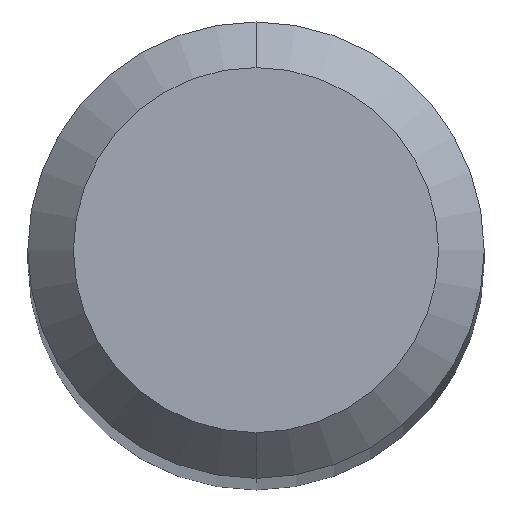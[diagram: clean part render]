
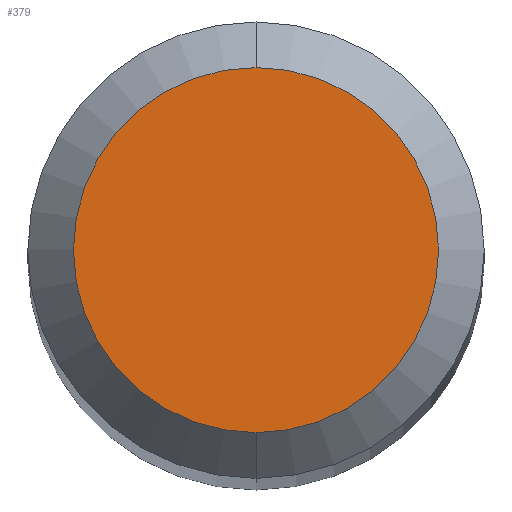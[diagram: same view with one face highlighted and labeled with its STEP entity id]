
A CAD part, top view. The second image highlights one B-rep face of the part: STEP entity #379.
In plain terms, the highlighted planar face has unit normal (0, 0, 1).
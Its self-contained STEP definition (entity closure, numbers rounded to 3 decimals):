
#229=VERTEX_POINT('',#525);
#283=EDGE_CURVE('',#229,#351,#584,.T.);
#351=VERTEX_POINT('',#660);
#379=ADVANCED_FACE('',(#690),#691,.T.);
#409=EDGE_CURVE('',#351,#229,#725,.T.);
#525=CARTESIAN_POINT('',(0.,-1.2,0.0));
#584=CIRCLE('',#1038,1.2);
#660=CARTESIAN_POINT('',(0.0,1.2,0.0));
#690=FACE_OUTER_BOUND('',#1265,.T.);
#691=PLANE('',#1266);
#725=CIRCLE('',#1334,1.2);
#1038=AXIS2_PLACEMENT_3D('',#1497,#1498,#1499);
#1265=EDGE_LOOP('',(#1620,#1621));
#1266=AXIS2_PLACEMENT_3D('',#1622,#1623,#1624);
#1334=AXIS2_PLACEMENT_3D('',#1666,#1667,#1668);
#1497=CARTESIAN_POINT('',(0.0,0.0,0.0));
#1498=DIRECTION('',(0.0,0.0,-1.0));
#1499=DIRECTION('',(0.0,1.0,0.0));
#1620=ORIENTED_EDGE('',*,*,#409,.F.);
#1621=ORIENTED_EDGE('',*,*,#283,.F.);
#1622=CARTESIAN_POINT('',(0.0,0.6,0.0));
#1623=DIRECTION('',(-0.0,0.0,1.0));
#1624=DIRECTION('',(0.0,-1.0,0.0));
#1666=CARTESIAN_POINT('',(0.0,0.0,0.0));
#1667=DIRECTION('',(0.0,0.0,-1.0));
#1668=DIRECTION('',(0.0,1.0,0.0));
